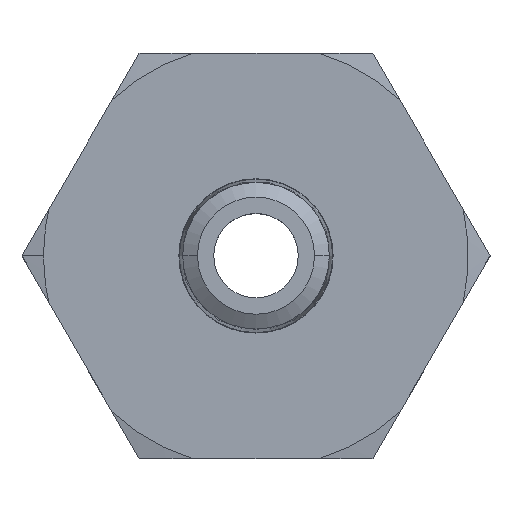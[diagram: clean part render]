
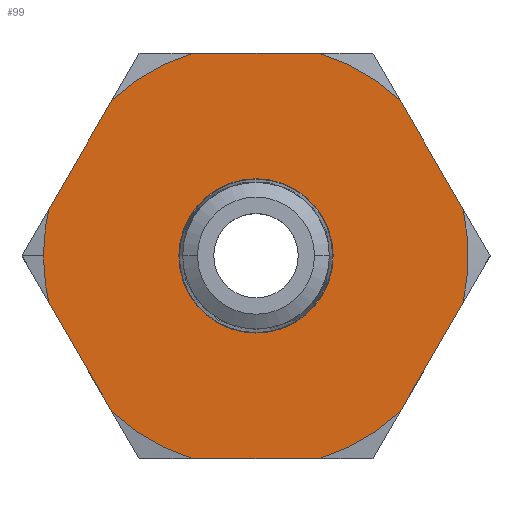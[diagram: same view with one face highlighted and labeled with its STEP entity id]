
A CAD part, top view. The second image highlights one B-rep face of the part: STEP entity #99.
In plain terms, the highlighted planar face has unit normal (0, 0, 1).
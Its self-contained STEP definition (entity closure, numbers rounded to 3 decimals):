
#1 = VERTEX_POINT ( 'NONE', #1590 ) ;
#9 = VERTEX_POINT ( 'NONE', #1606 ) ;
#17 = EDGE_CURVE ( 'NONE', #1, #9, #1645, .T. ) ;
#22 = ORIENTED_EDGE ( 'NONE', *, *, #108, .T. ) ;
#35 = ORIENTED_EDGE ( 'NONE', *, *, #109, .T. ) ;
#37 = EDGE_CURVE ( 'NONE', #76, #62, #1707, .T. ) ;
#49 = VERTEX_POINT ( 'NONE', #1371 ) ;
#54 = ORIENTED_EDGE ( 'NONE', *, *, #1581, .F. ) ;
#62 = VERTEX_POINT ( 'NONE', #1363 ) ;
#68 = EDGE_LOOP ( 'NONE', ( #54, #158 ) ) ;
#76 = VERTEX_POINT ( 'NONE', #343 ) ;
#77 = ORIENTED_EDGE ( 'NONE', *, *, #1622, .F. ) ;
#78 = ORIENTED_EDGE ( 'NONE', *, *, #80, .T. ) ;
#79 = ORIENTED_EDGE ( 'NONE', *, *, #333, .F. ) ;
#80 = EDGE_CURVE ( 'NONE', #1603, #84, #348, .T. ) ;
#84 = VERTEX_POINT ( 'NONE', #366 ) ;
#95 = EDGE_CURVE ( 'NONE', #49, #84, #396, .T. ) ;
#99 = ADVANCED_FACE ( 'NONE', ( #418, #415 ), #419, .F. ) ;
#107 = EDGE_LOOP ( 'NONE', ( #125, #124, #163, #156, #79, #22, #160, #161, #77, #78, #162, #35, #122 ) ) ;
#108 = EDGE_CURVE ( 'NONE', #306, #230, #405, .T. ) ;
#109 = EDGE_CURVE ( 'NONE', #49, #62, #455, .T. ) ;
#122 = ORIENTED_EDGE ( 'NONE', *, *, #37, .F. ) ;
#124 = ORIENTED_EDGE ( 'NONE', *, *, #17, .F. ) ;
#125 = ORIENTED_EDGE ( 'NONE', *, *, #131, .T. ) ;
#131 = EDGE_CURVE ( 'NONE', #76, #9, #439, .T. ) ;
#156 = ORIENTED_EDGE ( 'NONE', *, *, #1466, .T. ) ;
#157 = EDGE_CURVE ( 'NONE', #1, #1392, #365, .T. ) ;
#158 = ORIENTED_EDGE ( 'NONE', *, *, #1500, .F. ) ;
#159 = EDGE_CURVE ( 'NONE', #1566, #1631, #518, .T. ) ;
#160 = ORIENTED_EDGE ( 'NONE', *, *, #304, .F. ) ;
#161 = ORIENTED_EDGE ( 'NONE', *, *, #159, .T. ) ;
#162 = ORIENTED_EDGE ( 'NONE', *, *, #95, .F. ) ;
#163 = ORIENTED_EDGE ( 'NONE', *, *, #157, .T. ) ;
#230 = VERTEX_POINT ( 'NONE', #544 ) ;
#304 = EDGE_CURVE ( 'NONE', #1566, #230, #738, .T. ) ;
#306 = VERTEX_POINT ( 'NONE', #770 ) ;
#333 = EDGE_CURVE ( 'NONE', #306, #1457, #702, .T. ) ;
#343 = CARTESIAN_POINT ( 'NONE',  ( -5.628, 18., 8.317 ) ) ;
#344 = DIRECTION ( 'NONE',  ( 1., 0., 0. ) ) ;
#345 = DIRECTION ( 'NONE',  ( 0., 0., 1. ) ) ;
#346 = CARTESIAN_POINT ( 'NONE',  ( 0., 0., 8.317 ) ) ;
#347 = AXIS2_PLACEMENT_3D ( 'NONE', #346, #345, #344 ) ;
#348 = CIRCLE ( 'NONE', #347, 18.859 ) ;
#365 = CIRCLE ( 'NONE', #368, 18.859 ) ;
#366 = CARTESIAN_POINT ( 'NONE',  ( 18.402, 4.126, 8.317 ) ) ;
#367 = CARTESIAN_POINT ( 'NONE',  ( 0., 0., 8.317 ) ) ;
#368 = AXIS2_PLACEMENT_3D ( 'NONE', #367, #374, #373 ) ;
#373 = DIRECTION ( 'NONE',  ( 1., 0., 0. ) ) ;
#374 = DIRECTION ( 'NONE',  ( 0., 0., 1. ) ) ;
#387 = CARTESIAN_POINT ( 'NONE',  ( 0., 0., 8.317 ) ) ;
#388 = AXIS2_PLACEMENT_3D ( 'NONE', #387, #719, #791 ) ;
#389 = CIRCLE ( 'NONE', #388, 6.854 ) ;
#393 = VECTOR ( 'NONE', #402, 1000. ) ;
#396 = LINE ( 'NONE', #397, #393 ) ;
#397 = CARTESIAN_POINT ( 'NONE',  ( 6.588, 24.588, 8.317 ) ) ;
#402 = DIRECTION ( 'NONE',  ( 0.5, -0.866, 0. ) ) ;
#405 = CIRCLE ( 'NONE', #413, 18.859 ) ;
#410 = CARTESIAN_POINT ( 'NONE',  ( 0., 0., 8.317 ) ) ;
#411 = DIRECTION ( 'NONE',  ( 1., 0., 0. ) ) ;
#412 = DIRECTION ( 'NONE',  ( 0., 0., 1. ) ) ;
#413 = AXIS2_PLACEMENT_3D ( 'NONE', #446, #412, #411 ) ;
#415 = FACE_OUTER_BOUND ( 'NONE', #107, .T. ) ;
#416 = DIRECTION ( 'NONE',  ( 0., 0., -1. ) ) ;
#417 = AXIS2_PLACEMENT_3D ( 'NONE', #420, #416, #480 ) ;
#418 = FACE_BOUND ( 'NONE', #68, .T. ) ;
#419 = PLANE ( 'NONE',  #417 ) ;
#420 = CARTESIAN_POINT ( 'NONE',  ( 0., 20.785, 8.317 ) ) ;
#439 = CIRCLE ( 'NONE', #477, 18.859 ) ;
#446 = CARTESIAN_POINT ( 'NONE',  ( 0., 0., 8.317 ) ) ;
#452 = DIRECTION ( 'NONE',  ( 1., 0., 0. ) ) ;
#453 = DIRECTION ( 'NONE',  ( 0., 0., 1. ) ) ;
#454 = AXIS2_PLACEMENT_3D ( 'NONE', #410, #453, #452 ) ;
#455 = CIRCLE ( 'NONE', #454, 18.859 ) ;
#474 = DIRECTION ( 'NONE',  ( 1., 0., 0. ) ) ;
#475 = DIRECTION ( 'NONE',  ( 0., 0., 1. ) ) ;
#476 = CARTESIAN_POINT ( 'NONE',  ( 0., 0., 8.317 ) ) ;
#477 = AXIS2_PLACEMENT_3D ( 'NONE', #476, #475, #474 ) ;
#480 = DIRECTION ( 'NONE',  ( -1., 0., 0. ) ) ;
#518 = CIRCLE ( 'NONE', #610, 18.859 ) ;
#544 = CARTESIAN_POINT ( 'NONE',  ( -5.628, -18., 8.317 ) ) ;
#610 = AXIS2_PLACEMENT_3D ( 'NONE', #676, #650, #649 ) ;
#649 = DIRECTION ( 'NONE',  ( 1., 0., 0. ) ) ;
#650 = DIRECTION ( 'NONE',  ( 0., 0., 1. ) ) ;
#676 = CARTESIAN_POINT ( 'NONE',  ( 0., 0., 8.317 ) ) ;
#702 = LINE ( 'NONE', #758, #779 ) ;
#719 = DIRECTION ( 'NONE',  ( 0., 0., 1. ) ) ;
#738 = LINE ( 'NONE', #771, #772 ) ;
#744 = DIRECTION ( 'NONE',  ( -1., 0., 0. ) ) ;
#757 = DIRECTION ( 'NONE',  ( -0.5, 0.866, 0. ) ) ;
#758 = CARTESIAN_POINT ( 'NONE',  ( -24.588, 6.588, 8.317 ) ) ;
#770 = CARTESIAN_POINT ( 'NONE',  ( -12.775, -13.874, 8.317 ) ) ;
#771 = CARTESIAN_POINT ( 'NONE',  ( 0., -18., 8.317 ) ) ;
#772 = VECTOR ( 'NONE', #744, 1000. ) ;
#779 = VECTOR ( 'NONE', #757, 1000. ) ;
#791 = DIRECTION ( 'NONE',  ( 1., 0., 0. ) ) ;
#807 = CARTESIAN_POINT ( 'NONE',  ( -18.859, 0., 8.317 ) ) ;
#935 = CARTESIAN_POINT ( 'NONE',  ( -18.402, -4.126, 8.317 ) ) ;
#949 = DIRECTION ( 'NONE',  ( 1., 0., 0. ) ) ;
#950 = DIRECTION ( 'NONE',  ( 0., 0., 1. ) ) ;
#951 = CARTESIAN_POINT ( 'NONE',  ( 0., 0., 8.317 ) ) ;
#952 = AXIS2_PLACEMENT_3D ( 'NONE', #951, #950, #949 ) ;
#953 = CIRCLE ( 'NONE', #952, 18.859 ) ;
#1024 = CARTESIAN_POINT ( 'NONE',  ( 6.854, 0., 8.317 ) ) ;
#1029 = CARTESIAN_POINT ( 'NONE',  ( -6.854, 0., 8.317 ) ) ;
#1030 = DIRECTION ( 'NONE',  ( 1., 0., 0. ) ) ;
#1043 = DIRECTION ( 'NONE',  ( 0., 0., 1. ) ) ;
#1044 = CARTESIAN_POINT ( 'NONE',  ( 0., 0., 8.317 ) ) ;
#1045 = AXIS2_PLACEMENT_3D ( 'NONE', #1044, #1043, #1030 ) ;
#1046 = CIRCLE ( 'NONE', #1045, 6.854 ) ;
#1125 = CARTESIAN_POINT ( 'NONE',  ( 5.628, -18., 8.317 ) ) ;
#1214 = CARTESIAN_POINT ( 'NONE',  ( 12.775, -13.874, 8.317 ) ) ;
#1221 = CARTESIAN_POINT ( 'NONE',  ( 18.402, -4.126, 8.317 ) ) ;
#1248 = DIRECTION ( 'NONE',  ( -0.5, -0.866, 0. ) ) ;
#1249 = VECTOR ( 'NONE', #1248, 1000. ) ;
#1250 = CARTESIAN_POINT ( 'NONE',  ( 24.588, 6.588, 8.317 ) ) ;
#1251 = LINE ( 'NONE', #1250, #1249 ) ;
#1363 = CARTESIAN_POINT ( 'NONE',  ( 5.628, 18., 8.317 ) ) ;
#1371 = CARTESIAN_POINT ( 'NONE',  ( 12.775, 13.874, 8.317 ) ) ;
#1392 = VERTEX_POINT ( 'NONE', #807 ) ;
#1457 = VERTEX_POINT ( 'NONE', #935 ) ;
#1466 = EDGE_CURVE ( 'NONE', #1392, #1457, #953, .T. ) ;
#1499 = VERTEX_POINT ( 'NONE', #1024 ) ;
#1500 = EDGE_CURVE ( 'NONE', #1499, #1504, #1046, .T. ) ;
#1504 = VERTEX_POINT ( 'NONE', #1029 ) ;
#1566 = VERTEX_POINT ( 'NONE', #1125 ) ;
#1581 = EDGE_CURVE ( 'NONE', #1504, #1499, #389, .T. ) ;
#1590 = CARTESIAN_POINT ( 'NONE',  ( -18.402, 4.126, 8.317 ) ) ;
#1603 = VERTEX_POINT ( 'NONE', #1221 ) ;
#1606 = CARTESIAN_POINT ( 'NONE',  ( -12.775, 13.874, 8.317 ) ) ;
#1622 = EDGE_CURVE ( 'NONE', #1603, #1631, #1251, .T. ) ;
#1631 = VERTEX_POINT ( 'NONE', #1214 ) ;
#1642 = DIRECTION ( 'NONE',  ( 0.5, 0.866, 0. ) ) ;
#1643 = VECTOR ( 'NONE', #1642, 1000. ) ;
#1644 = CARTESIAN_POINT ( 'NONE',  ( -6.588, 24.588, 8.317 ) ) ;
#1645 = LINE ( 'NONE', #1644, #1643 ) ;
#1707 = LINE ( 'NONE', #1711, #1710 ) ;
#1709 = DIRECTION ( 'NONE',  ( 1., 0., 0. ) ) ;
#1710 = VECTOR ( 'NONE', #1709, 1000. ) ;
#1711 = CARTESIAN_POINT ( 'NONE',  ( 0., 18., 8.317 ) ) ;
